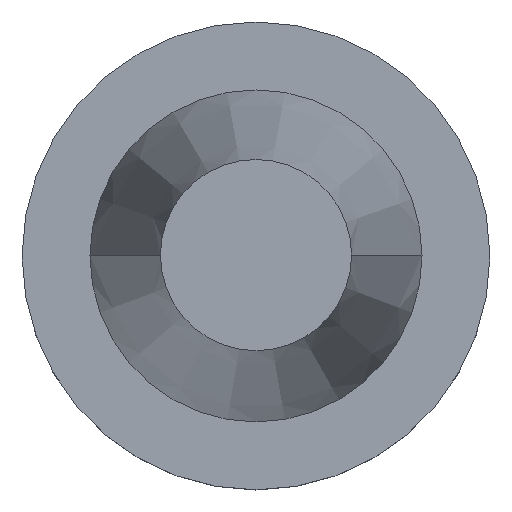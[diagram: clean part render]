
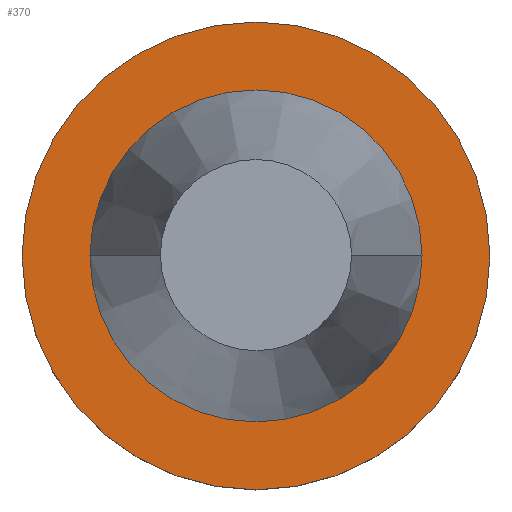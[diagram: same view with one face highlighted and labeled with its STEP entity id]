
A CAD part, top view. The second image highlights one B-rep face of the part: STEP entity #370.
In plain terms, the highlighted planar face has unit normal (0, 0, 1).
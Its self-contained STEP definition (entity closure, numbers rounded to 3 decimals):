
#41 = DIRECTION ( 'NONE',  ( 0., 0., 1. ) ) ;
#59 = CARTESIAN_POINT ( 'NONE',  ( -49.215, 0., -1.5 ) ) ;
#66 = PLANE ( 'NONE',  #409 ) ;
#73 = CARTESIAN_POINT ( 'NONE',  ( 0., 49.215, -1.5 ) ) ;
#80 = ORIENTED_EDGE ( 'NONE', *, *, #322, .T. ) ;
#87 = EDGE_LOOP ( 'NONE', ( #1006, #556 ) ) ;
#98 = CARTESIAN_POINT ( 'NONE',  ( 0., 0., -1.5 ) ) ;
#154 = DIRECTION ( 'NONE',  ( 1., 0., 0. ) ) ;
#161 = EDGE_CURVE ( 'NONE', #822, #578, #392, .T. ) ;
#186 = EDGE_CURVE ( 'NONE', #656, #927, #202, .T. ) ;
#202 = CIRCLE ( 'NONE', #978, 49.215 ) ;
#230 = CIRCLE ( 'NONE', #614, 34.925 ) ;
#294 = EDGE_LOOP ( 'NONE', ( #80, #692 ) ) ;
#322 = EDGE_CURVE ( 'NONE', #927, #656, #574, .T. ) ;
#324 = CARTESIAN_POINT ( 'NONE',  ( 34.925, 0., -1.5 ) ) ;
#370 = ADVANCED_FACE ( 'NONE', ( #387, #497 ), #66, .F. ) ;
#387 = FACE_BOUND ( 'NONE', #87, .T. ) ;
#392 = CIRCLE ( 'NONE', #682, 34.925 ) ;
#393 = EDGE_CURVE ( 'NONE', #578, #822, #230, .T. ) ;
#409 = AXIS2_PLACEMENT_3D ( 'NONE', #73, #420, #491 ) ;
#420 = DIRECTION ( 'NONE',  ( 0., 0., -1. ) ) ;
#435 = CARTESIAN_POINT ( 'NONE',  ( 49.215, 0., -1.5 ) ) ;
#491 = DIRECTION ( 'NONE',  ( -1., 0., 0. ) ) ;
#497 = FACE_OUTER_BOUND ( 'NONE', #294, .T. ) ;
#556 = ORIENTED_EDGE ( 'NONE', *, *, #161, .F. ) ;
#574 = CIRCLE ( 'NONE', #809, 49.215 ) ;
#576 = DIRECTION ( 'NONE',  ( 1., 0., 0. ) ) ;
#578 = VERTEX_POINT ( 'NONE', #324 ) ;
#614 = AXIS2_PLACEMENT_3D ( 'NONE', #744, #833, #576 ) ;
#656 = VERTEX_POINT ( 'NONE', #59 ) ;
#682 = AXIS2_PLACEMENT_3D ( 'NONE', #803, #1043, #968 ) ;
#692 = ORIENTED_EDGE ( 'NONE', *, *, #186, .T. ) ;
#744 = CARTESIAN_POINT ( 'NONE',  ( 0., 0., -1.5 ) ) ;
#803 = CARTESIAN_POINT ( 'NONE',  ( 0., 0., -1.5 ) ) ;
#809 = AXIS2_PLACEMENT_3D ( 'NONE', #810, #41, #154 ) ;
#810 = CARTESIAN_POINT ( 'NONE',  ( 0., 0., -1.5 ) ) ;
#822 = VERTEX_POINT ( 'NONE', #959 ) ;
#833 = DIRECTION ( 'NONE',  ( 0., 0., 1. ) ) ;
#866 = DIRECTION ( 'NONE',  ( 1., 0., 0. ) ) ;
#877 = DIRECTION ( 'NONE',  ( 0., 0., 1. ) ) ;
#927 = VERTEX_POINT ( 'NONE', #435 ) ;
#959 = CARTESIAN_POINT ( 'NONE',  ( -34.925, 0., -1.5 ) ) ;
#968 = DIRECTION ( 'NONE',  ( 1., 0., 0. ) ) ;
#978 = AXIS2_PLACEMENT_3D ( 'NONE', #98, #877, #866 ) ;
#1006 = ORIENTED_EDGE ( 'NONE', *, *, #393, .F. ) ;
#1043 = DIRECTION ( 'NONE',  ( 0., 0., 1. ) ) ;
